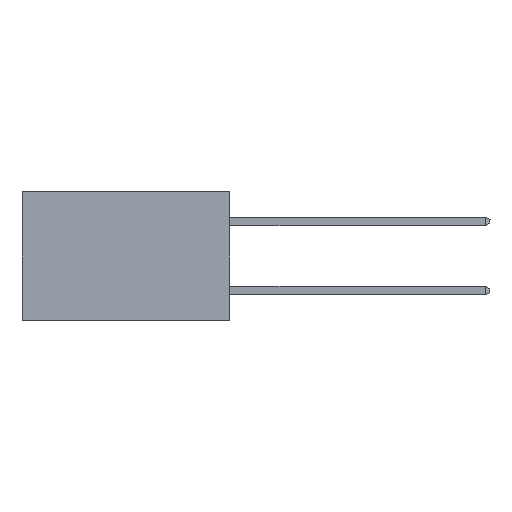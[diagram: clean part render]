
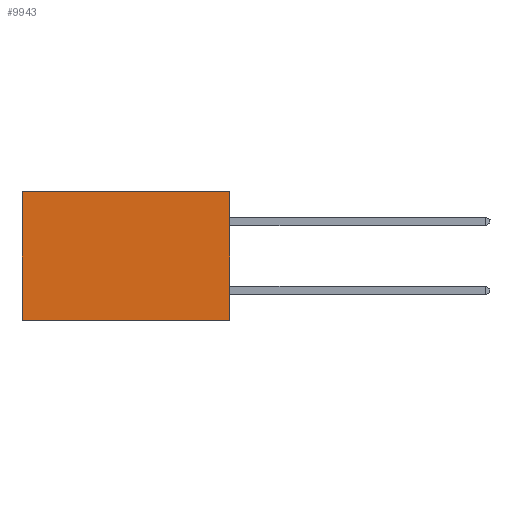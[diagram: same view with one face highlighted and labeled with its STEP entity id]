
A CAD part, left-side view. The second image highlights one B-rep face of the part: STEP entity #9943.
In plain terms, the highlighted planar face has unit normal (-1, 0, 0).
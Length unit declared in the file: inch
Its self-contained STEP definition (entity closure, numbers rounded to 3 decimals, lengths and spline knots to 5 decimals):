
#322 = CARTESIAN_POINT ( 'NONE',  ( 0.2615, 0., -0.37 ) ) ;
#566 = ORIENTED_EDGE ( 'NONE', *, *, #2290, .T. ) ;
#914 = DIRECTION ( 'NONE',  ( 0., 1., 0. ) ) ;
#1320 = VECTOR ( 'NONE', #10840, 39.37008 ) ;
#2290 = EDGE_CURVE ( 'NONE', #5049, #11621, #3103, .T. ) ;
#2774 = CARTESIAN_POINT ( 'NONE',  ( 0.2615, 0., 0. ) ) ;
#2901 = LINE ( 'NONE', #5031, #13032 ) ;
#2955 = DIRECTION ( 'NONE',  ( 0., 0., -1. ) ) ;
#3103 = LINE ( 'NONE', #6894, #6629 ) ;
#3564 = DIRECTION ( 'NONE',  ( 1., 0., 0. ) ) ;
#3728 = ORIENTED_EDGE ( 'NONE', *, *, #5851, .T. ) ;
#3839 = VERTEX_POINT ( 'NONE', #11611 ) ;
#4574 = FACE_OUTER_BOUND ( 'NONE', #8082, .T. ) ;
#4662 = CARTESIAN_POINT ( 'NONE',  ( 0.2615, 0.6, 0. ) ) ;
#5031 = CARTESIAN_POINT ( 'NONE',  ( 0.2615, 0., -0.37 ) ) ;
#5049 = VERTEX_POINT ( 'NONE', #4662 ) ;
#5851 = EDGE_CURVE ( 'NONE', #3839, #5049, #12135, .T. ) ;
#6242 = VECTOR ( 'NONE', #914, 39.37008 ) ;
#6629 = VECTOR ( 'NONE', #7156, 39.37008 ) ;
#6894 = CARTESIAN_POINT ( 'NONE',  ( 0.2615, 0.6, -0.37 ) ) ;
#7156 = DIRECTION ( 'NONE',  ( 0., 0., -1. ) ) ;
#7551 = CARTESIAN_POINT ( 'NONE',  ( 0.2615, 0.6, -0.37 ) ) ;
#7596 = EDGE_CURVE ( 'NONE', #3839, #9661, #2901, .T. ) ;
#8082 = EDGE_LOOP ( 'NONE', ( #566, #9878, #8858, #3728 ) ) ;
#8643 = PLANE ( 'NONE',  #10477 ) ;
#8858 = ORIENTED_EDGE ( 'NONE', *, *, #7596, .F. ) ;
#9661 = VERTEX_POINT ( 'NONE', #322 ) ;
#9878 = ORIENTED_EDGE ( 'NONE', *, *, #12954, .F. ) ;
#9943 = ADVANCED_FACE ( 'NONE', ( #4574 ), #8643, .F. ) ;
#10477 = AXIS2_PLACEMENT_3D ( 'NONE', #12729, #3564, #10731 ) ;
#10731 = DIRECTION ( 'NONE',  ( 0., 0., -1. ) ) ;
#10840 = DIRECTION ( 'NONE',  ( 0., 1., 0. ) ) ;
#11611 = CARTESIAN_POINT ( 'NONE',  ( 0.2615, 0., 0. ) ) ;
#11621 = VERTEX_POINT ( 'NONE', #7551 ) ;
#11789 = LINE ( 'NONE', #12920, #1320 ) ;
#12135 = LINE ( 'NONE', #2774, #6242 ) ;
#12729 = CARTESIAN_POINT ( 'NONE',  ( 0.2615, 0., -0.37 ) ) ;
#12920 = CARTESIAN_POINT ( 'NONE',  ( 0.2615, 0., -0.37 ) ) ;
#12954 = EDGE_CURVE ( 'NONE', #9661, #11621, #11789, .T. ) ;
#13032 = VECTOR ( 'NONE', #2955, 39.37008 ) ;
